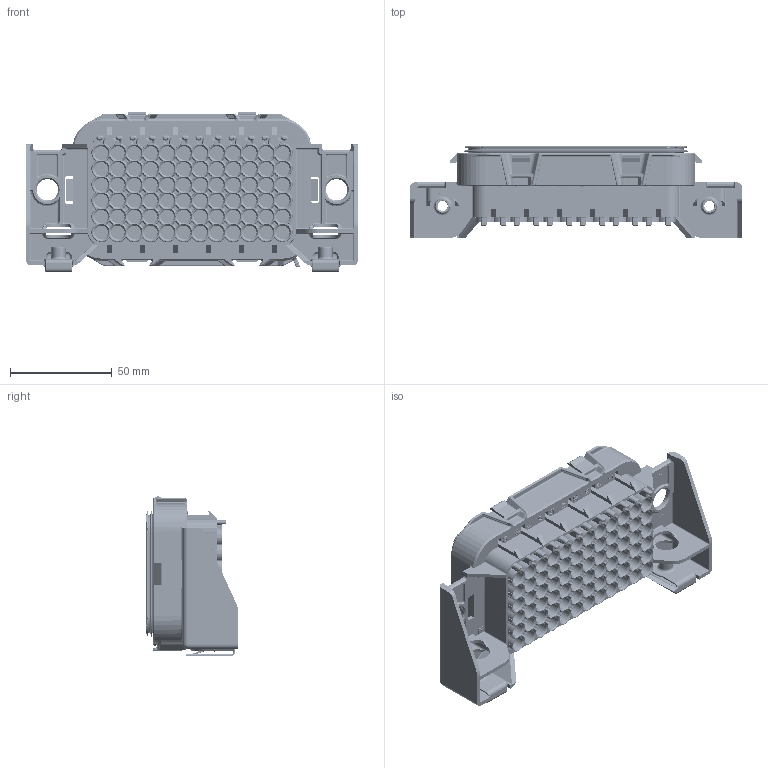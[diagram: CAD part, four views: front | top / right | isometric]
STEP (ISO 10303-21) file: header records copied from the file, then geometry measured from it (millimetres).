
FILE_DESCRIPTION((''),'2;1');
FILE_NAME('SC42-2034A-A001_NCF_SW0001','2025-06-06T15:35:25',('20077268'),(''),'CREO PARAMETRIC BY PTC INC, 2024014','CREO PARAMETRIC BY PTC INC, 2024014','');
FILE_SCHEMA(('CONFIG_CONTROL_DESIGN'));
Products named in the file (1): SC42-2034A-A001_NCF_SW0001
Bounding box: 163 x 45.6 x 78.76 mm (x, y, z)
Volume: 173215 mm3; surface area: 113100.5 mm2
Topology: 1 solids, 1 shells, 8128 faces, 19727 edges, 11760 vertices
Faces by surface type: cylinder 2310, plane 2274, cone 1120, torus 1030, extrusion 787, sphere 346, bspline 261
Entity records: 258190 total; most frequent: CARTESIAN_POINT 71324, ORIENTED_EDGE 39406, DIRECTION 38394, EDGE_CURVE 19703, AXIS2_PLACEMENT_3D 14157, VERTEX_POINT 11760, VECTOR 10080, LINE 9293
